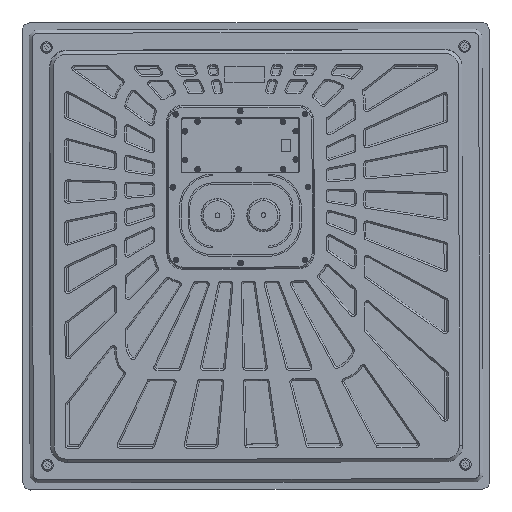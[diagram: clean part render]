
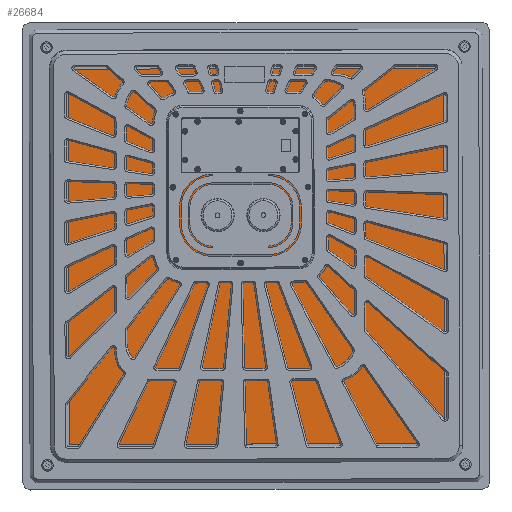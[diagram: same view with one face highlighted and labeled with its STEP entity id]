
A CAD part, top view. The second image highlights one B-rep face of the part: STEP entity #26684.
In plain terms, the highlighted planar face has unit normal (0, 0, 1).
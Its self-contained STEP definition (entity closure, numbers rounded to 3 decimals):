
#85 = DIRECTION ( 'NONE',  ( 0., 0., 1. ) ) ;
#685 = AXIS2_PLACEMENT_3D ( 'NONE', #43948, #31795, #24414 ) ;
#1074 = VERTEX_POINT ( 'NONE', #33293 ) ;
#1303 = CIRCLE ( 'NONE', #24091, 7.5 ) ;
#1357 = DIRECTION ( 'NONE',  ( 0., -1., 0. ) ) ;
#2830 = LINE ( 'NONE', #26011, #20058 ) ;
#3462 = DIRECTION ( 'NONE',  ( 0., 0., -1. ) ) ;
#3502 = DIRECTION ( 'NONE',  ( 1., 0., 0. ) ) ;
#5474 = ORIENTED_EDGE ( 'NONE', *, *, #43682, .T. ) ;
#5612 = CARTESIAN_POINT ( 'NONE',  ( 0., 472., 3. ) ) ;
#5840 = VERTEX_POINT ( 'NONE', #22430 ) ;
#6034 = CARTESIAN_POINT ( 'NONE',  ( 238.5, 289., 3. ) ) ;
#6812 = CARTESIAN_POINT ( 'NONE',  ( 474., 0., 3. ) ) ;
#6817 = DIRECTION ( 'NONE',  ( 0., 0., 1. ) ) ;
#7073 = DIRECTION ( 'NONE',  ( -1., 0., 0. ) ) ;
#7075 = DIRECTION ( 'NONE',  ( 0., 1., 0. ) ) ;
#7691 = VERTEX_POINT ( 'NONE', #34515 ) ;
#8332 = EDGE_CURVE ( 'NONE', #23646, #31536, #36157, .T. ) ;
#8547 = CARTESIAN_POINT ( 'NONE',  ( 2., 472., 3. ) ) ;
#9025 = EDGE_LOOP ( 'NONE', ( #22946, #16366 ) ) ;
#9664 = AXIS2_PLACEMENT_3D ( 'NONE', #14922, #3462, #11623 ) ;
#9835 = VERTEX_POINT ( 'NONE', #14031 ) ;
#10792 = CARTESIAN_POINT ( 'NONE',  ( 474., 2., 3. ) ) ;
#11415 = LINE ( 'NONE', #23380, #16516 ) ;
#11520 = CARTESIAN_POINT ( 'NONE',  ( 188., 289., 3. ) ) ;
#11556 = ORIENTED_EDGE ( 'NONE', *, *, #12480, .T. ) ;
#11623 = DIRECTION ( 'NONE',  ( -1., 0., 0. ) ) ;
#12198 = DIRECTION ( 'NONE',  ( -1., 0., 0. ) ) ;
#12480 = EDGE_CURVE ( 'NONE', #7691, #15134, #18506, .T. ) ;
#12637 = EDGE_CURVE ( 'NONE', #27370, #20515, #37163, .T. ) ;
#13096 = ORIENTED_EDGE ( 'NONE', *, *, #15724, .T. ) ;
#13467 = ORIENTED_EDGE ( 'NONE', *, *, #22901, .T. ) ;
#13544 = CIRCLE ( 'NONE', #18388, 7.5 ) ;
#13712 = EDGE_CURVE ( '������2', #20515, #1074, #19314, .T. ) ;
#14031 = CARTESIAN_POINT ( 'NONE',  ( 2., 474., 3. ) ) ;
#14263 = ORIENTED_EDGE ( 'NONE', *, *, #13712, .T. ) ;
#14553 = EDGE_CURVE ( 'NONE', #9835, #49621, #43625, .T. ) ;
#14771 = CARTESIAN_POINT ( 'NONE',  ( 472., 2., 3. ) ) ;
#14922 = CARTESIAN_POINT ( 'NONE',  ( 0., 0., 3. ) ) ;
#15134 = VERTEX_POINT ( 'NONE', #17626 ) ;
#15276 = EDGE_LOOP ( 'NONE', ( #29052, #49640, #13467, #11556, #5474, #50117, #14263, #13096 ) ) ;
#15724 = EDGE_CURVE ( 'NONE', #1074, #5840, #44339, .T. ) ;
#15973 = ORIENTED_EDGE ( 'NONE', *, *, #43298, .F. ) ;
#16366 = ORIENTED_EDGE ( 'NONE', *, *, #8332, .F. ) ;
#16516 = VECTOR ( 'NONE', #12198, 1000. ) ;
#17483 = CARTESIAN_POINT ( 'NONE',  ( 180.5, 289., 3. ) ) ;
#17626 = CARTESIAN_POINT ( 'NONE',  ( 2., 0., 3. ) ) ;
#18235 = FACE_BOUND ( 'NONE', #29946, .T. ) ;
#18388 = AXIS2_PLACEMENT_3D ( 'NONE', #19320, #39115, #3502 ) ;
#18506 = CIRCLE ( 'NONE', #685, 2. ) ;
#19314 = LINE ( 'NONE', #6812, #36271 ) ;
#19320 = CARTESIAN_POINT ( 'NONE',  ( 188., 289., 3. ) ) ;
#19650 = DIRECTION ( 'NONE',  ( 1., 0., 0. ) ) ;
#20058 = VECTOR ( 'NONE', #44811, 1000. ) ;
#20515 = VERTEX_POINT ( 'NONE', #10792 ) ;
#21493 = DIRECTION ( 'NONE',  ( -1., 0., 0. ) ) ;
#22107 = VECTOR ( 'NONE', #1357, 1000. ) ;
#22342 = CARTESIAN_POINT ( 'NONE',  ( 246., 289., 3. ) ) ;
#22430 = CARTESIAN_POINT ( 'NONE',  ( 472., 474., 3. ) ) ;
#22595 = CARTESIAN_POINT ( 'NONE',  ( 253.5, 289., 3. ) ) ;
#22810 = PLANE ( 'NONE',  #9664 ) ;
#22901 = EDGE_CURVE ( 'NONE', #49621, #7691, #46859, .T. ) ;
#22946 = ORIENTED_EDGE ( 'NONE', *, *, #49706, .F. ) ;
#23070 = FACE_OUTER_BOUND ( 'NONE', #15276, .T. ) ;
#23227 = EDGE_CURVE ( '������3', #5840, #9835, #11415, .T. ) ;
#23380 = CARTESIAN_POINT ( 'NONE',  ( 0., 474., 3. ) ) ;
#23646 = VERTEX_POINT ( 'NONE', #6034 ) ;
#24082 = CARTESIAN_POINT ( 'NONE',  ( 472., 0., 3. ) ) ;
#24091 = AXIS2_PLACEMENT_3D ( 'NONE', #11520, #85, #38722 ) ;
#24414 = DIRECTION ( 'NONE',  ( -1., 0., 0. ) ) ;
#25361 = CARTESIAN_POINT ( 'NONE',  ( 195.5, 289., 3. ) ) ;
#26011 = CARTESIAN_POINT ( 'NONE',  ( 0., 0., 3. ) ) ;
#26684 = ADVANCED_FACE ( 'NONE', ( #18235, #49714, #23070 ), #22810, .F. ) ;
#27322 = AXIS2_PLACEMENT_3D ( 'NONE', #30206, #41900, #7073 ) ;
#27370 = VERTEX_POINT ( 'NONE', #24082 ) ;
#27900 = DIRECTION ( 'NONE',  ( 0., 0., 1. ) ) ;
#28305 = DIRECTION ( 'NONE',  ( 0., 0., 1. ) ) ;
#29052 = ORIENTED_EDGE ( 'NONE', *, *, #23227, .T. ) ;
#29413 = AXIS2_PLACEMENT_3D ( 'NONE', #22342, #6817, #38082 ) ;
#29946 = EDGE_LOOP ( 'NONE', ( #15973, #34391 ) ) ;
#30206 = CARTESIAN_POINT ( 'NONE',  ( 472., 472., 3. ) ) ;
#31536 = VERTEX_POINT ( 'NONE', #22595 ) ;
#31795 = DIRECTION ( 'NONE',  ( 0., 0., 1. ) ) ;
#32098 = CARTESIAN_POINT ( 'NONE',  ( 246., 289., 3. ) ) ;
#33293 = CARTESIAN_POINT ( 'NONE',  ( 474., 472., 3. ) ) ;
#34391 = ORIENTED_EDGE ( 'NONE', *, *, #42745, .F. ) ;
#34515 = CARTESIAN_POINT ( 'NONE',  ( 0., 2., 3. ) ) ;
#36157 = CIRCLE ( 'NONE', #48282, 7.5 ) ;
#36271 = VECTOR ( 'NONE', #7075, 1000. ) ;
#37102 = AXIS2_PLACEMENT_3D ( 'NONE', #8547, #27900, #39041 ) ;
#37163 = CIRCLE ( 'NONE', #43677, 2. ) ;
#37886 = DIRECTION ( 'NONE',  ( 0., 0., 1. ) ) ;
#38082 = DIRECTION ( 'NONE',  ( 1., 0., 0. ) ) ;
#38722 = DIRECTION ( 'NONE',  ( 1., 0., 0. ) ) ;
#39041 = DIRECTION ( 'NONE',  ( -1., 0., 0. ) ) ;
#39115 = DIRECTION ( 'NONE',  ( 0., 0., 1. ) ) ;
#40021 = VERTEX_POINT ( 'NONE', #17483 ) ;
#40046 = VERTEX_POINT ( 'NONE', #25361 ) ;
#41900 = DIRECTION ( 'NONE',  ( 0., 0., 1. ) ) ;
#42745 = EDGE_CURVE ( 'NONE', #40021, #40046, #13544, .T. ) ;
#43221 = CIRCLE ( 'NONE', #29413, 7.5 ) ;
#43298 = EDGE_CURVE ( 'NONE', #40046, #40021, #1303, .T. ) ;
#43625 = CIRCLE ( 'NONE', #37102, 2. ) ;
#43677 = AXIS2_PLACEMENT_3D ( 'NONE', #14771, #37886, #21493 ) ;
#43682 = EDGE_CURVE ( '������4', #15134, #27370, #2830, .T. ) ;
#43948 = CARTESIAN_POINT ( 'NONE',  ( 2., 2., 3. ) ) ;
#44339 = CIRCLE ( 'NONE', #27322, 2. ) ;
#44811 = DIRECTION ( 'NONE',  ( 1., 0., 0. ) ) ;
#46859 = LINE ( 'NONE', #47605, #22107 ) ;
#47605 = CARTESIAN_POINT ( 'NONE',  ( 0., 0., 3. ) ) ;
#48282 = AXIS2_PLACEMENT_3D ( 'NONE', #32098, #28305, #19650 ) ;
#49621 = VERTEX_POINT ( 'NONE', #5612 ) ;
#49640 = ORIENTED_EDGE ( 'NONE', *, *, #14553, .T. ) ;
#49706 = EDGE_CURVE ( 'NONE', #31536, #23646, #43221, .T. ) ;
#49714 = FACE_BOUND ( 'NONE', #9025, .T. ) ;
#50117 = ORIENTED_EDGE ( 'NONE', *, *, #12637, .T. ) ;
